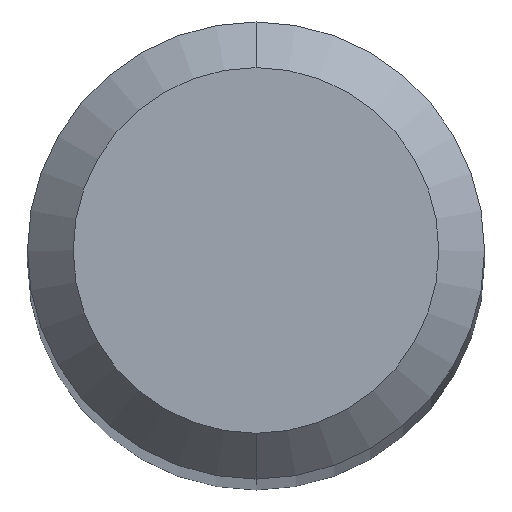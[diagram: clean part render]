
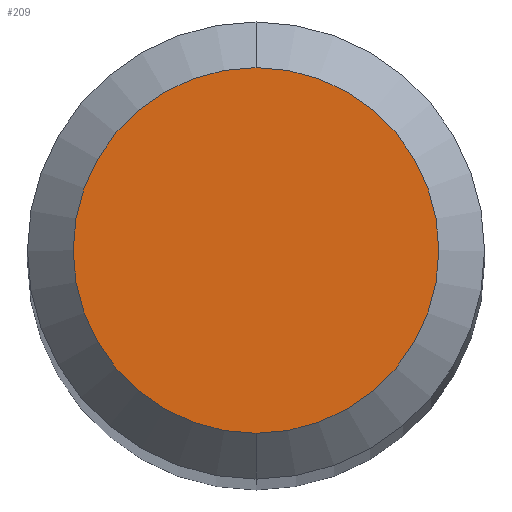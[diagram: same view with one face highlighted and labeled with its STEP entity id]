
A CAD part, top view. The second image highlights one B-rep face of the part: STEP entity #209.
In plain terms, the highlighted planar face has unit normal (0, 0, 1).
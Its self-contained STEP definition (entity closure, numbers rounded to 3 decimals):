
#209=ADVANCED_FACE('',(#503),#504,.T.);
#313=EDGE_CURVE('',#357,#413,#622,.T.);
#337=EDGE_CURVE('',#413,#357,#649,.T.);
#357=VERTEX_POINT('',#670);
#413=VERTEX_POINT('',#730);
#503=FACE_OUTER_BOUND('',#846,.T.);
#504=PLANE('',#847);
#622=CIRCLE('',#1051,1.2);
#649=CIRCLE('',#1112,1.2);
#670=CARTESIAN_POINT('',(0.,-1.2,0.0));
#730=CARTESIAN_POINT('',(0.0,1.2,0.0));
#846=EDGE_LOOP('',(#1413,#1414));
#847=AXIS2_PLACEMENT_3D('',#1415,#1416,#1417);
#1051=AXIS2_PLACEMENT_3D('',#1597,#1598,#1599);
#1112=AXIS2_PLACEMENT_3D('',#1625,#1626,#1627);
#1413=ORIENTED_EDGE('',*,*,#337,.F.);
#1414=ORIENTED_EDGE('',*,*,#313,.F.);
#1415=CARTESIAN_POINT('',(0.0,0.6,0.0));
#1416=DIRECTION('',(-0.0,0.0,1.0));
#1417=DIRECTION('',(0.0,-1.0,0.0));
#1597=CARTESIAN_POINT('',(0.0,0.0,0.0));
#1598=DIRECTION('',(0.0,0.0,-1.0));
#1599=DIRECTION('',(0.0,1.0,0.0));
#1625=CARTESIAN_POINT('',(0.0,0.0,0.0));
#1626=DIRECTION('',(0.0,0.0,-1.0));
#1627=DIRECTION('',(0.0,1.0,0.0));
